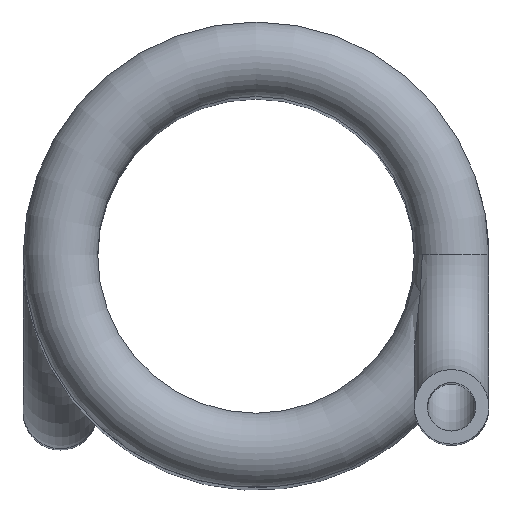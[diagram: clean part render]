
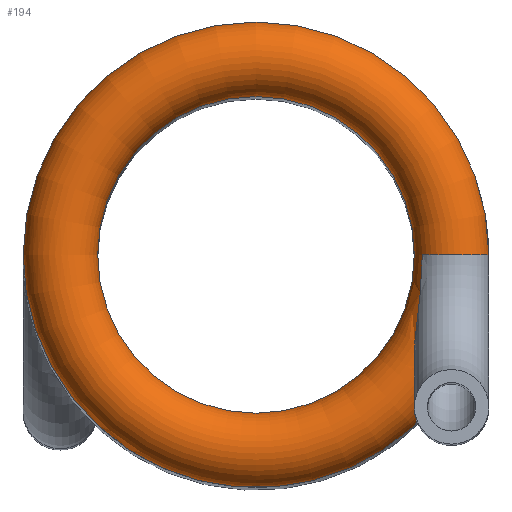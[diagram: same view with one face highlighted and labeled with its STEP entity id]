
A CAD part, top view. The second image highlights one B-rep face of the part: STEP entity #194.
In plain terms, the highlighted toroidal (fillet/blend) face has major radius 10.5 mm and minor radius 2 mm.
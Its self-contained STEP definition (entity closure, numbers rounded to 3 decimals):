
#28=B_SPLINE_CURVE_WITH_KNOTS('',3,(#322,#323,#324,#325,#326,#327,#328,
#329,#330,#331,#332,#333,#334,#335),.UNSPECIFIED.,.F.,.F.,(4,1,1,1,1,1,
1,1,1,1,1,4),(0.,0.001,0.002,
0.004,0.005,0.006,0.006,
0.007,0.008,0.008,0.009,
0.01),.UNSPECIFIED.);
#34=ORIENTED_EDGE('',*,*,#74,.T.);
#35=ORIENTED_EDGE('',*,*,#75,.F.);
#36=ORIENTED_EDGE('',*,*,#76,.F.);
#37=ORIENTED_EDGE('',*,*,#77,.T.);
#74=EDGE_CURVE('',#94,#94,#112,.T.);
#75=EDGE_CURVE('',#95,#96,#113,.T.);
#76=EDGE_CURVE('',#97,#95,#28,.T.);
#77=EDGE_CURVE('',#97,#96,#114,.T.);
#94=VERTEX_POINT('',#318);
#95=VERTEX_POINT('',#320);
#96=VERTEX_POINT('',#321);
#97=VERTEX_POINT('',#336);
#112=CIRCLE('',#224,8.5);
#113=CIRCLE('',#225,12.5);
#114=CIRCLE('',#226,2.);
#126=EDGE_LOOP('',(#34));
#127=EDGE_LOOP('',(#35,#36,#37));
#156=FACE_BOUND('',#126,.T.);
#157=FACE_BOUND('',#127,.T.);
#186=TOROIDAL_SURFACE('',#223,10.5,2.);
#194=ADVANCED_FACE('',(#156,#157),#186,.T.);
#223=AXIS2_PLACEMENT_3D('',#316,#255,#256);
#224=AXIS2_PLACEMENT_3D('',#317,#257,#258);
#225=AXIS2_PLACEMENT_3D('',#319,#259,#260);
#226=AXIS2_PLACEMENT_3D('',#337,#261,#262);
#255=DIRECTION('',(0.,0.,-1.));
#256=DIRECTION('',(-1.,0.,0.));
#257=DIRECTION('',(0.,0.,-1.));
#258=DIRECTION('',(-1.,0.,0.));
#259=DIRECTION('',(0.,0.,-1.));
#260=DIRECTION('',(-1.,0.,0.));
#261=DIRECTION('',(0.,1.,0.));
#262=DIRECTION('',(1.,0.,0.));
#316=CARTESIAN_POINT('',(0.,12.5,-2.));
#317=CARTESIAN_POINT('',(0.,12.5,-2.));
#318=CARTESIAN_POINT('',(-8.5,12.5,-2.));
#319=CARTESIAN_POINT('',(0.,12.5,-2.));
#320=CARTESIAN_POINT('',(10.973,6.513,-2.));
#321=CARTESIAN_POINT('',(12.5,12.5,-2.));
#322=CARTESIAN_POINT('',(8.927,12.5,-0.764));
#323=CARTESIAN_POINT('',(8.928,12.07,-0.764));
#324=CARTESIAN_POINT('',(8.895,11.209,-0.724));
#325=CARTESIAN_POINT('',(8.767,9.936,-0.556));
#326=CARTESIAN_POINT('',(8.604,8.678,-0.319));
#327=CARTESIAN_POINT('',(8.495,7.629,-0.112));
#328=CARTESIAN_POINT('',(8.499,6.776,-0.004));
#329=CARTESIAN_POINT('',(8.591,6.119,0.013));
#330=CARTESIAN_POINT('',(8.863,5.502,-0.122));
#331=CARTESIAN_POINT('',(9.37,5.202,-0.502));
#332=CARTESIAN_POINT('',(9.877,5.302,-0.94));
#333=CARTESIAN_POINT('',(10.454,5.7,-1.475));
#334=CARTESIAN_POINT('',(10.787,6.172,-1.808));
#335=CARTESIAN_POINT('',(10.973,6.513,-2.));
#336=CARTESIAN_POINT('',(8.927,12.5,-0.764));
#337=CARTESIAN_POINT('',(10.5,12.5,-2.));
